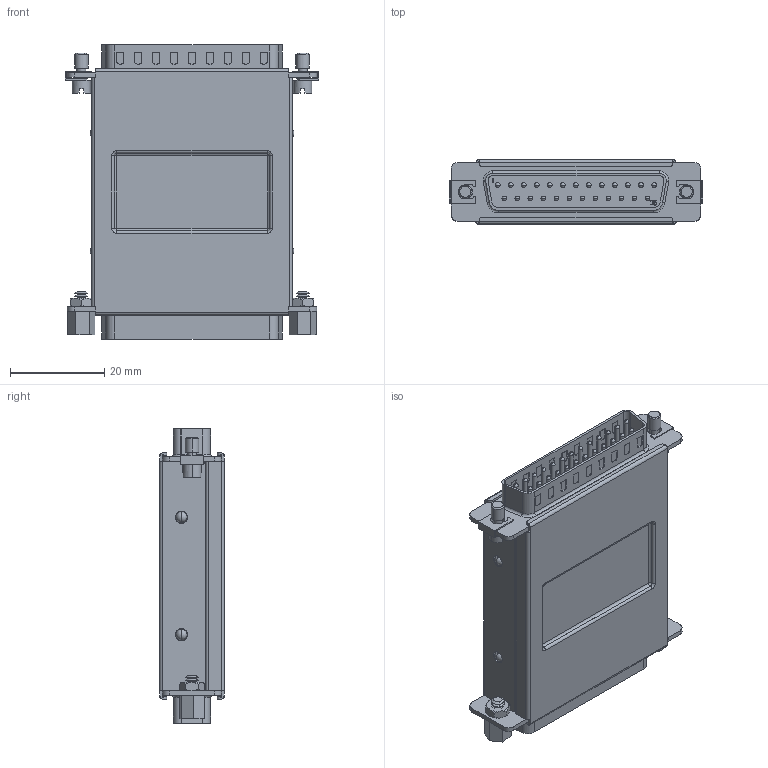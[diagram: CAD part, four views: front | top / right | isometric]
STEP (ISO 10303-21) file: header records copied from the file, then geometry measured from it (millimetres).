
FILE_DESCRIPTION (( 'STEP AP214' ), '1' );
FILE_NAME ('DIYKS.STEP', '2015-10-26T17:21:26', ( 'L-Com' ), ( 'L-Com Global Connectivity' ), 'SwSTEP 2.0', 'SolidWorks 2014', '' );
FILE_SCHEMA (( 'AUTOMOTIVE_DESIGN' ));
Length unit declared in the file: inch
Products named in the file (9): DIY-MA1; DIYKS; SDF1 screw; SDF1 clip; 3AA02-005; 3AA06-004; SD25S-PC; SD25P-PC; DIY-MA2
Assembly tree (12 placements, depth 2):
  DIYKS
    DIY-MA1
    DIY-MA2
    SD25P-PC
    SD25S-PC
    3AA06-004  x2
    3AA02-005  x2
    SDF1 clip  x2
    SDF1 screw  x2
Bounding box: 53.95 x 13.7 x 62.53 mm (x, y, z)
Volume: 11024.8 mm3; surface area: 20560.5 mm2
Topology: 12 solids, 12 shells, 1541 faces, 3826 edges, 2355 vertices
Faces by surface type: cylinder 630, plane 575, sphere 172, cone 80, torus 56, bspline 28
Entity records: 53937 total; most frequent: CARTESIAN_POINT 8715, DIRECTION 7470, ORIENTED_EDGE 6484, EDGE_CURVE 3242, AXIS2_PLACEMENT_3D 2892, VERTEX_POINT 2041, LINE 1686, VECTOR 1686
